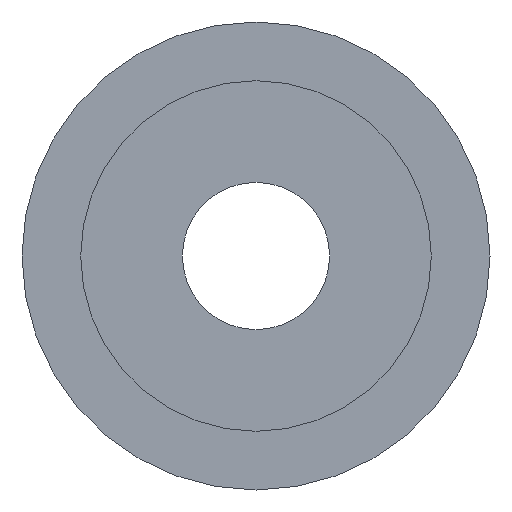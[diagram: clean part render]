
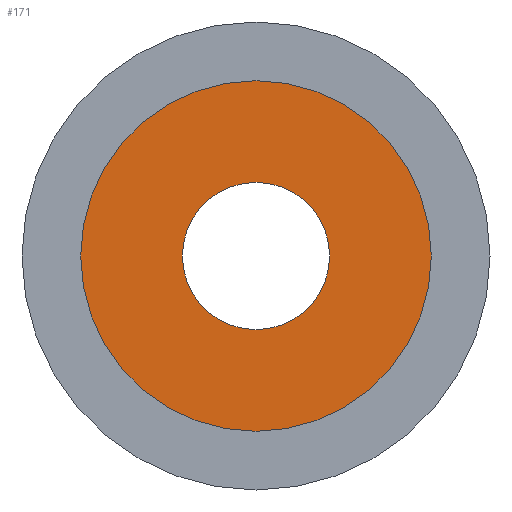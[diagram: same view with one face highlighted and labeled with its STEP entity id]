
A CAD part, front view. The second image highlights one B-rep face of the part: STEP entity #171.
In plain terms, the highlighted planar face has unit normal (0, -1, 0).
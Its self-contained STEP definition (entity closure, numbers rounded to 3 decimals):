
#17=FACE_BOUND('',#42,.T.);
#21=PLANE('',#214);
#30=FACE_OUTER_BOUND('',#41,.T.);
#41=EDGE_LOOP('',(#147,#148));
#42=EDGE_LOOP('',(#149,#150));
#68=CIRCLE('',#212,8.65);
#69=CIRCLE('',#213,8.65);
#70=CIRCLE('',#215,20.6);
#71=CIRCLE('',#216,20.6);
#86=VERTEX_POINT('',#316);
#87=VERTEX_POINT('',#318);
#88=VERTEX_POINT('',#322);
#89=VERTEX_POINT('',#323);
#108=EDGE_CURVE('',#87,#86,#68,.T.);
#109=EDGE_CURVE('',#86,#87,#69,.T.);
#110=EDGE_CURVE('',#88,#89,#70,.T.);
#111=EDGE_CURVE('',#89,#88,#71,.T.);
#147=ORIENTED_EDGE('',*,*,#110,.F.);
#148=ORIENTED_EDGE('',*,*,#111,.F.);
#149=ORIENTED_EDGE('',*,*,#108,.T.);
#150=ORIENTED_EDGE('',*,*,#109,.T.);
#171=ADVANCED_FACE('',(#30,#17),#21,.T.);
#212=AXIS2_PLACEMENT_3D('',#319,#263,#264);
#213=AXIS2_PLACEMENT_3D('',#320,#265,#266);
#214=AXIS2_PLACEMENT_3D('',#321,#267,#268);
#215=AXIS2_PLACEMENT_3D('',#324,#269,#270);
#216=AXIS2_PLACEMENT_3D('',#325,#271,#272);
#263=DIRECTION('center_axis',(0.,1.,0.));
#264=DIRECTION('ref_axis',(1.,0.,0.));
#265=DIRECTION('center_axis',(0.,1.,0.));
#266=DIRECTION('ref_axis',(1.,0.,0.));
#267=DIRECTION('center_axis',(0.,-1.,0.));
#268=DIRECTION('ref_axis',(0.,0.,-1.));
#269=DIRECTION('center_axis',(0.,1.,0.));
#270=DIRECTION('ref_axis',(1.,0.,0.));
#271=DIRECTION('center_axis',(0.,1.,0.));
#272=DIRECTION('ref_axis',(1.,0.,0.));
#316=CARTESIAN_POINT('',(8.65,2.5,0.));
#318=CARTESIAN_POINT('',(-8.65,2.5,0.));
#319=CARTESIAN_POINT('Origin',(0.,2.5,0.));
#320=CARTESIAN_POINT('Origin',(0.,2.5,0.));
#321=CARTESIAN_POINT('Origin',(-20.6,2.5,0.));
#322=CARTESIAN_POINT('',(-20.6,2.5,0.));
#323=CARTESIAN_POINT('',(20.6,2.5,0.));
#324=CARTESIAN_POINT('Origin',(0.,2.5,0.));
#325=CARTESIAN_POINT('Origin',(0.,2.5,0.));
